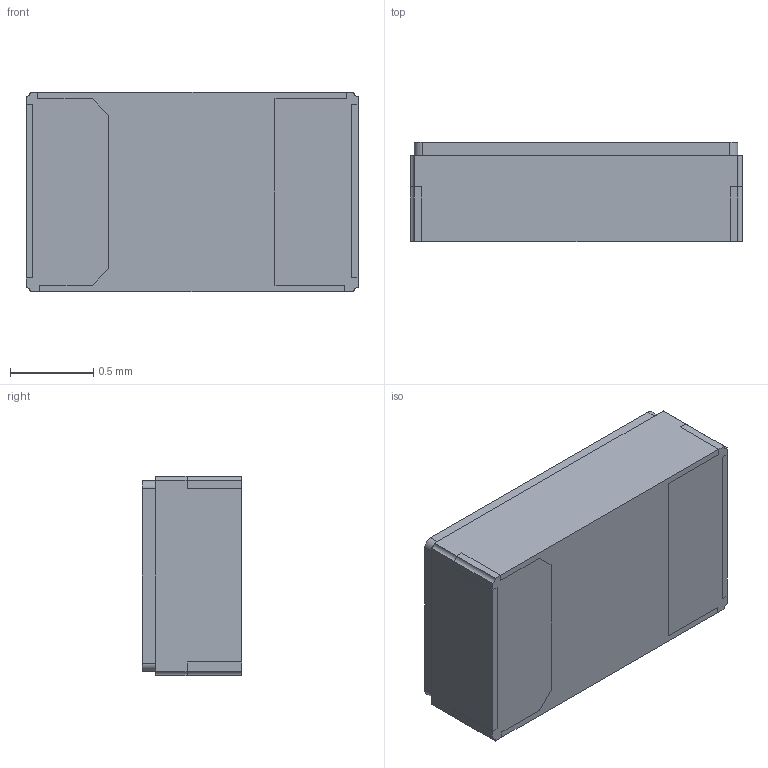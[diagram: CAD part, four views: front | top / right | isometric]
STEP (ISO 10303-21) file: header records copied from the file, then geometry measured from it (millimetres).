
FILE_DESCRIPTION (( 'STEP AP214' ), '1' );
FILE_NAME ('ECS-.327-12.5-12QS-TR.STEP', '2020-11-15T11:17:52', ( '' ), ( '' ), 'SwSTEP 2.0', 'SolidWorks 2017', '' );
FILE_SCHEMA (( 'AUTOMOTIVE_DESIGN' ));
Length unit declared in the file: millimetre
Products named in the file (1): ECS-.327-12.5-12QS-TR
Bounding box: 2 x 0.6 x 1.2 mm (x, y, z)
Volume: 1.4 mm3; surface area: 14.8 mm2
Topology: 3 solids, 3 shells, 75 faces, 204 edges, 136 vertices
Faces by surface type: plane 63, cylinder 12
Entity records: 2526 total; most frequent: CARTESIAN_POINT 416, ORIENTED_EDGE 408, DIRECTION 380, EDGE_CURVE 204, LINE 180, VECTOR 180, VERTEX_POINT 136, AXIS2_PLACEMENT_3D 100
